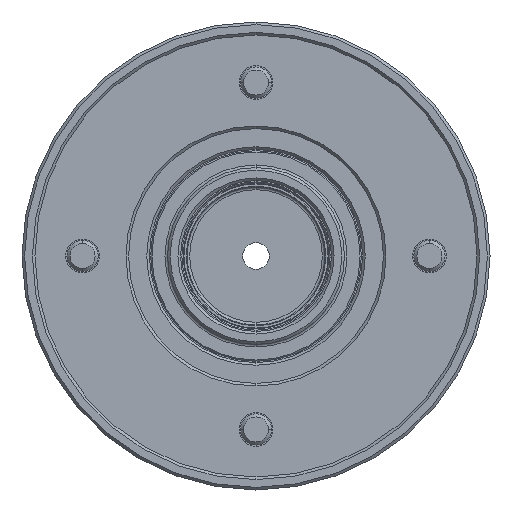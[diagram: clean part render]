
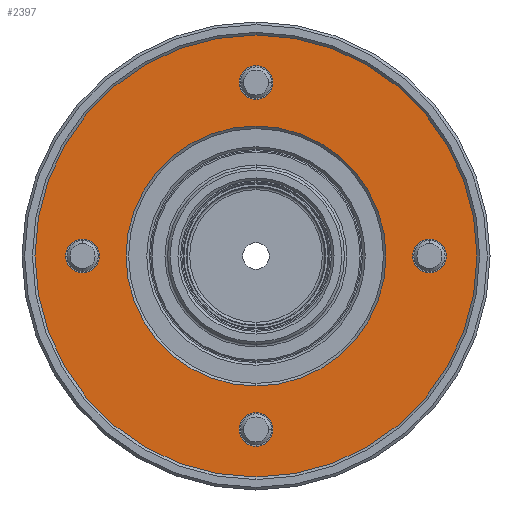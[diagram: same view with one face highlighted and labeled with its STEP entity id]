
A CAD part, left-side view. The second image highlights one B-rep face of the part: STEP entity #2397.
In plain terms, the highlighted planar face has unit normal (-1, 0, 0).
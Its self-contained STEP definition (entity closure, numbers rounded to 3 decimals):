
#7 = CARTESIAN_POINT ( 'NONE',  ( 6., 0., -73.2 ) ) ;
#58 = VERTEX_POINT ( 'NONE', #12888 ) ;
#413 = DIRECTION ( 'NONE',  ( 0., 0., -1. ) ) ;
#594 = VERTEX_POINT ( 'NONE', #10291 ) ;
#664 = DIRECTION ( 'NONE',  ( 0., 0., -1. ) ) ;
#667 = EDGE_LOOP ( 'NONE', ( #3693, #4104 ) ) ;
#776 = DIRECTION ( 'NONE',  ( 0., 0., -1. ) ) ;
#858 = DIRECTION ( 'NONE',  ( 1., 0., 0. ) ) ;
#1041 = ORIENTED_EDGE ( 'NONE', *, *, #11536, .T. ) ;
#1152 = AXIS2_PLACEMENT_3D ( 'NONE', #16476, #8677, #776 ) ;
#1206 = CARTESIAN_POINT ( 'NONE',  ( 6., 0., 85. ) ) ;
#1280 = EDGE_LOOP ( 'NONE', ( #5834, #13185 ) ) ;
#1305 = DIRECTION ( 'NONE',  ( 1., 0., 0. ) ) ;
#1671 = CIRCLE ( 'NONE', #1152, 6.5 ) ;
#1771 = AXIS2_PLACEMENT_3D ( 'NONE', #4726, #13882, #6058 ) ;
#1826 = AXIS2_PLACEMENT_3D ( 'NONE', #3442, #12613, #4776 ) ;
#2081 = EDGE_CURVE ( 'NONE', #5532, #10518, #15633, .T. ) ;
#2089 = EDGE_CURVE ( 'NONE', #7022, #5867, #5203, .T. ) ;
#2397 = ADVANCED_FACE ( 'NONE', ( #5405, #8496, #15024, #11547, #8068, #15429 ), #2510, .F. ) ;
#2430 = EDGE_CURVE ( 'NONE', #10590, #58, #4148, .T. ) ;
#2433 = DIRECTION ( 'NONE',  ( 1., 0., 0. ) ) ;
#2510 = PLANE ( 'NONE',  #8265 ) ;
#3041 = VERTEX_POINT ( 'NONE', #15364 ) ;
#3134 = CARTESIAN_POINT ( 'NONE',  ( 6., 66.7, -6.5 ) ) ;
#3210 = AXIS2_PLACEMENT_3D ( 'NONE', #9203, #1305, #10519 ) ;
#3442 = CARTESIAN_POINT ( 'NONE',  ( 6., 0., 66.7 ) ) ;
#3693 = ORIENTED_EDGE ( 'NONE', *, *, #10776, .T. ) ;
#3694 = DIRECTION ( 'NONE',  ( 0., 0., -1. ) ) ;
#4104 = ORIENTED_EDGE ( 'NONE', *, *, #15637, .T. ) ;
#4148 = CIRCLE ( 'NONE', #7392, 6.5 ) ;
#4279 = CIRCLE ( 'NONE', #14980, 85. ) ;
#4488 = CIRCLE ( 'NONE', #4952, 6.5 ) ;
#4726 = CARTESIAN_POINT ( 'NONE',  ( 6., 0., 0. ) ) ;
#4776 = DIRECTION ( 'NONE',  ( 0., 0., -1. ) ) ;
#4900 = EDGE_LOOP ( 'NONE', ( #13033, #11767 ) ) ;
#4952 = AXIS2_PLACEMENT_3D ( 'NONE', #16147, #8328, #413 ) ;
#5116 = CARTESIAN_POINT ( 'NONE',  ( 6., 0., 50. ) ) ;
#5120 = EDGE_CURVE ( 'NONE', #13996, #8952, #4279, .T. ) ;
#5127 = AXIS2_PLACEMENT_3D ( 'NONE', #8753, #858, #10074 ) ;
#5143 = DIRECTION ( 'NONE',  ( 1., 0., 0. ) ) ;
#5203 = CIRCLE ( 'NONE', #10904, 6.5 ) ;
#5256 = ORIENTED_EDGE ( 'NONE', *, *, #2081, .T. ) ;
#5277 = CIRCLE ( 'NONE', #1771, 85. ) ;
#5405 = FACE_BOUND ( 'NONE', #12428, .T. ) ;
#5532 = VERTEX_POINT ( 'NONE', #8445 ) ;
#5806 = CARTESIAN_POINT ( 'NONE',  ( 6., 0., 0. ) ) ;
#5834 = ORIENTED_EDGE ( 'NONE', *, *, #12167, .T. ) ;
#5855 = CARTESIAN_POINT ( 'NONE',  ( 6., 0., 66.7 ) ) ;
#5867 = VERTEX_POINT ( 'NONE', #6576 ) ;
#5897 = AXIS2_PLACEMENT_3D ( 'NONE', #16385, #8570, #664 ) ;
#6058 = DIRECTION ( 'NONE',  ( 0., 0., 1. ) ) ;
#6420 = VERTEX_POINT ( 'NONE', #9204 ) ;
#6576 = CARTESIAN_POINT ( 'NONE',  ( 6., 0., 73.2 ) ) ;
#6953 = CARTESIAN_POINT ( 'NONE',  ( 6., 49., 0. ) ) ;
#7022 = VERTEX_POINT ( 'NONE', #7560 ) ;
#7392 = AXIS2_PLACEMENT_3D ( 'NONE', #7506, #2433, #3694 ) ;
#7393 = AXIS2_PLACEMENT_3D ( 'NONE', #5806, #12306, #12929 ) ;
#7506 = CARTESIAN_POINT ( 'NONE',  ( 6., 0., -66.7 ) ) ;
#7553 = DIRECTION ( 'NONE',  ( -1., 0., 0. ) ) ;
#7560 = CARTESIAN_POINT ( 'NONE',  ( 6., 0., 60.2 ) ) ;
#8068 = FACE_BOUND ( 'NONE', #14470, .T. ) ;
#8265 = AXIS2_PLACEMENT_3D ( 'NONE', #6953, #11687, #11737 ) ;
#8328 = DIRECTION ( 'NONE',  ( 1., 0., 0. ) ) ;
#8445 = CARTESIAN_POINT ( 'NONE',  ( 6., 0., -50. ) ) ;
#8496 = FACE_BOUND ( 'NONE', #667, .T. ) ;
#8570 = DIRECTION ( 'NONE',  ( 1., 0., 0. ) ) ;
#8677 = DIRECTION ( 'NONE',  ( 1., 0., 0. ) ) ;
#8753 = CARTESIAN_POINT ( 'NONE',  ( 6., 66.7, 0. ) ) ;
#8952 = VERTEX_POINT ( 'NONE', #1206 ) ;
#9203 = CARTESIAN_POINT ( 'NONE',  ( 6., 66.7, 0. ) ) ;
#9204 = CARTESIAN_POINT ( 'NONE',  ( 6., -66.7, -6.5 ) ) ;
#10074 = DIRECTION ( 'NONE',  ( 0., 0., -1. ) ) ;
#10196 = VERTEX_POINT ( 'NONE', #3134 ) ;
#10291 = CARTESIAN_POINT ( 'NONE',  ( 6., 66.7, 6.5 ) ) ;
#10518 = VERTEX_POINT ( 'NONE', #5116 ) ;
#10519 = DIRECTION ( 'NONE',  ( 0., 0., -1. ) ) ;
#10590 = VERTEX_POINT ( 'NONE', #7 ) ;
#10614 = CIRCLE ( 'NONE', #3210, 6.5 ) ;
#10776 = EDGE_CURVE ( 'NONE', #6420, #3041, #4488, .T. ) ;
#10904 = AXIS2_PLACEMENT_3D ( 'NONE', #5855, #14941, #13734 ) ;
#11243 = AXIS2_PLACEMENT_3D ( 'NONE', #12983, #5143, #14295 ) ;
#11536 = EDGE_CURVE ( 'NONE', #10518, #5532, #12464, .T. ) ;
#11547 = FACE_BOUND ( 'NONE', #1280, .T. ) ;
#11587 = CIRCLE ( 'NONE', #5897, 6.5 ) ;
#11665 = ORIENTED_EDGE ( 'NONE', *, *, #13502, .T. ) ;
#11687 = DIRECTION ( 'NONE',  ( 1., 0., 0. ) ) ;
#11737 = DIRECTION ( 'NONE',  ( 0., 0., -1. ) ) ;
#11767 = ORIENTED_EDGE ( 'NONE', *, *, #5120, .T. ) ;
#11946 = EDGE_CURVE ( 'NONE', #8952, #13996, #5277, .T. ) ;
#12167 = EDGE_CURVE ( 'NONE', #10196, #594, #10614, .T. ) ;
#12306 = DIRECTION ( 'NONE',  ( 1., 0., 0. ) ) ;
#12428 = EDGE_LOOP ( 'NONE', ( #14705, #13859 ) ) ;
#12464 = CIRCLE ( 'NONE', #11243, 50. ) ;
#12613 = DIRECTION ( 'NONE',  ( 1., 0., 0. ) ) ;
#12888 = CARTESIAN_POINT ( 'NONE',  ( 6., 0., -60.2 ) ) ;
#12929 = DIRECTION ( 'NONE',  ( 0., 0., -1. ) ) ;
#12983 = CARTESIAN_POINT ( 'NONE',  ( 6., 0., 0. ) ) ;
#13033 = ORIENTED_EDGE ( 'NONE', *, *, #11946, .T. ) ;
#13185 = ORIENTED_EDGE ( 'NONE', *, *, #14706, .T. ) ;
#13502 = EDGE_CURVE ( 'NONE', #58, #10590, #11587, .T. ) ;
#13652 = ORIENTED_EDGE ( 'NONE', *, *, #2430, .T. ) ;
#13734 = DIRECTION ( 'NONE',  ( 0., 0., -1. ) ) ;
#13859 = ORIENTED_EDGE ( 'NONE', *, *, #15162, .T. ) ;
#13882 = DIRECTION ( 'NONE',  ( -1., 0., 0. ) ) ;
#13996 = VERTEX_POINT ( 'NONE', #14882 ) ;
#14295 = DIRECTION ( 'NONE',  ( 0., 0., -1. ) ) ;
#14470 = EDGE_LOOP ( 'NONE', ( #1041, #5256 ) ) ;
#14705 = ORIENTED_EDGE ( 'NONE', *, *, #2089, .T. ) ;
#14706 = EDGE_CURVE ( 'NONE', #594, #10196, #15440, .T. ) ;
#14817 = CIRCLE ( 'NONE', #1826, 6.5 ) ;
#14882 = CARTESIAN_POINT ( 'NONE',  ( 6., 0., -85. ) ) ;
#14941 = DIRECTION ( 'NONE',  ( 1., 0., 0. ) ) ;
#14980 = AXIS2_PLACEMENT_3D ( 'NONE', #15380, #7553, #16670 ) ;
#15024 = FACE_BOUND ( 'NONE', #16914, .T. ) ;
#15162 = EDGE_CURVE ( 'NONE', #5867, #7022, #14817, .T. ) ;
#15364 = CARTESIAN_POINT ( 'NONE',  ( 6., -66.7, 6.5 ) ) ;
#15380 = CARTESIAN_POINT ( 'NONE',  ( 6., 0., 0. ) ) ;
#15429 = FACE_OUTER_BOUND ( 'NONE', #4900, .T. ) ;
#15440 = CIRCLE ( 'NONE', #5127, 6.5 ) ;
#15633 = CIRCLE ( 'NONE', #7393, 50. ) ;
#15637 = EDGE_CURVE ( 'NONE', #3041, #6420, #1671, .T. ) ;
#16147 = CARTESIAN_POINT ( 'NONE',  ( 6., -66.7, 0. ) ) ;
#16385 = CARTESIAN_POINT ( 'NONE',  ( 6., 0., -66.7 ) ) ;
#16476 = CARTESIAN_POINT ( 'NONE',  ( 6., -66.7, 0. ) ) ;
#16670 = DIRECTION ( 'NONE',  ( 0., 0., 1. ) ) ;
#16914 = EDGE_LOOP ( 'NONE', ( #13652, #11665 ) ) ;
